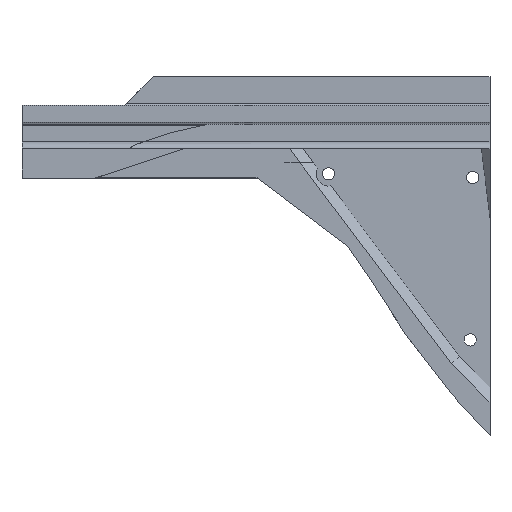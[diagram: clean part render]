
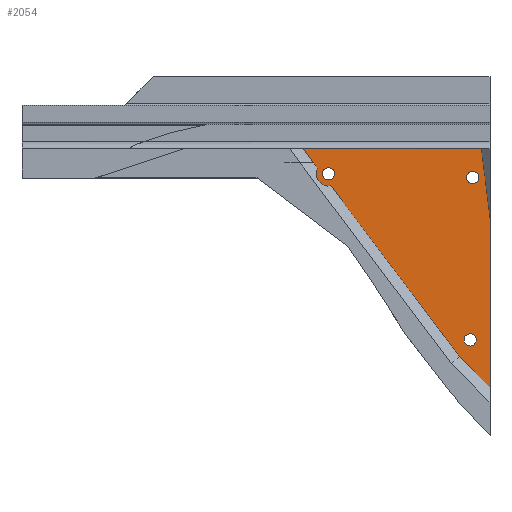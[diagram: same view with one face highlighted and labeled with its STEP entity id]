
A CAD part, front view. The second image highlights one B-rep face of the part: STEP entity #2054.
In plain terms, the highlighted planar face has unit normal (0, -1, 0).
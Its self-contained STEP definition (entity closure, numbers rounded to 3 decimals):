
#21=CIRCLE('',#2199,3.5);
#22=CIRCLE('',#2200,3.5);
#23=CIRCLE('',#2201,1.75);
#24=CIRCLE('',#2202,1.75);
#25=CIRCLE('',#2203,1.75);
#48=FACE_BOUND('',#252,.T.);
#49=FACE_BOUND('',#253,.T.);
#50=FACE_BOUND('',#254,.T.);
#133=FACE_OUTER_BOUND('',#251,.T.);
#251=EDGE_LOOP('',(#1576,#1577,#1578,#1579,#1580,#1581,#1582,#1583,#1584,
#1585));
#252=EDGE_LOOP('',(#1586));
#253=EDGE_LOOP('',(#1587));
#254=EDGE_LOOP('',(#1588));
#461=LINE('',#3167,#719);
#467=LINE('',#3179,#725);
#470=LINE('',#3187,#728);
#473=LINE('',#3193,#731);
#478=LINE('',#3203,#736);
#482=LINE('',#3210,#740);
#483=LINE('',#3212,#741);
#484=LINE('',#3214,#742);
#719=VECTOR('',#2562,10.);
#725=VECTOR('',#2570,10.);
#728=VECTOR('',#2575,10.);
#731=VECTOR('',#2580,10.);
#736=VECTOR('',#2587,10.);
#740=VECTOR('',#2593,10.);
#741=VECTOR('',#2596,10.);
#742=VECTOR('',#2599,10.);
#936=VERTEX_POINT('',#3163);
#938=VERTEX_POINT('',#3166);
#941=VERTEX_POINT('',#3173);
#943=VERTEX_POINT('',#3177);
#946=VERTEX_POINT('',#3184);
#947=VERTEX_POINT('',#3186);
#949=VERTEX_POINT('',#3191);
#950=VERTEX_POINT('',#3196);
#953=VERTEX_POINT('',#3201);
#955=VERTEX_POINT('',#3206);
#956=VERTEX_POINT('',#3216);
#957=VERTEX_POINT('',#3218);
#958=VERTEX_POINT('',#3220);
#1168=EDGE_CURVE('',#936,#938,#461,.T.);
#1174=EDGE_CURVE('',#943,#941,#467,.T.);
#1177=EDGE_CURVE('',#946,#947,#470,.T.);
#1180=EDGE_CURVE('',#949,#946,#473,.T.);
#1185=EDGE_CURVE('',#953,#950,#478,.T.);
#1189=EDGE_CURVE('',#941,#955,#482,.T.);
#1190=EDGE_CURVE('',#949,#950,#483,.T.);
#1191=EDGE_CURVE('',#938,#953,#21,.T.);
#1192=EDGE_CURVE('',#955,#936,#484,.T.);
#1193=EDGE_CURVE('',#947,#943,#22,.T.);
#1194=EDGE_CURVE('',#956,#956,#23,.T.);
#1195=EDGE_CURVE('',#957,#957,#24,.T.);
#1196=EDGE_CURVE('',#958,#958,#25,.T.);
#1576=ORIENTED_EDGE('',*,*,#1190,.T.);
#1577=ORIENTED_EDGE('',*,*,#1185,.F.);
#1578=ORIENTED_EDGE('',*,*,#1191,.F.);
#1579=ORIENTED_EDGE('',*,*,#1168,.F.);
#1580=ORIENTED_EDGE('',*,*,#1192,.F.);
#1581=ORIENTED_EDGE('',*,*,#1189,.F.);
#1582=ORIENTED_EDGE('',*,*,#1174,.F.);
#1583=ORIENTED_EDGE('',*,*,#1193,.F.);
#1584=ORIENTED_EDGE('',*,*,#1177,.F.);
#1585=ORIENTED_EDGE('',*,*,#1180,.F.);
#1586=ORIENTED_EDGE('',*,*,#1194,.F.);
#1587=ORIENTED_EDGE('',*,*,#1195,.F.);
#1588=ORIENTED_EDGE('',*,*,#1196,.F.);
#1946=PLANE('',#2198);
#2054=ADVANCED_FACE('',(#133,#48,#49,#50),#1946,.T.);
#2198=AXIS2_PLACEMENT_3D('',#3211,#2594,#2595);
#2199=AXIS2_PLACEMENT_3D('',#3213,#2597,#2598);
#2200=AXIS2_PLACEMENT_3D('',#3215,#2600,#2601);
#2201=AXIS2_PLACEMENT_3D('',#3217,#2602,#2603);
#2202=AXIS2_PLACEMENT_3D('',#3219,#2604,#2605);
#2203=AXIS2_PLACEMENT_3D('',#3221,#2606,#2607);
#2562=DIRECTION('',(0.122,0.,-0.993));
#2570=DIRECTION('',(-0.602,0.,0.799));
#2575=DIRECTION('',(-0.602,0.,0.799));
#2580=DIRECTION('',(-0.707,0.,0.707));
#2587=DIRECTION('',(0.122,0.,-0.993));
#2593=DIRECTION('',(-0.602,0.,0.799));
#2594=DIRECTION('center_axis',(0.,-1.,0.));
#2595=DIRECTION('ref_axis',(1.,0.,0.));
#2596=DIRECTION('',(0.,0.,1.));
#2597=DIRECTION('center_axis',(0.,1.,0.));
#2598=DIRECTION('ref_axis',(0.997,0.,-0.081));
#2599=DIRECTION('',(1.,0.,0.));
#2600=DIRECTION('center_axis',(0.,1.,0.));
#2601=DIRECTION('ref_axis',(-0.894,0.,0.448));
#2602=DIRECTION('center_axis',(0.,-1.,0.));
#2603=DIRECTION('ref_axis',(1.,0.,0.));
#2604=DIRECTION('center_axis',(0.,-1.,0.));
#2605=DIRECTION('ref_axis',(1.,0.,0.));
#2606=DIRECTION('center_axis',(0.,-1.,0.));
#2607=DIRECTION('ref_axis',(1.,0.,0.));
#3163=CARTESIAN_POINT('',(1283.356,6.25,570.));
#3166=CARTESIAN_POINT('',(1284.211,6.25,563.037));
#3167=CARTESIAN_POINT('',(1284.211,6.25,563.037));
#3173=CARTESIAN_POINT('',(1235.627,6.25,565.999));
#3177=CARTESIAN_POINT('',(1236.767,6.25,564.487));
#3179=CARTESIAN_POINT('',(1221.626,6.25,584.579));
#3184=CARTESIAN_POINT('',(1277.11,6.25,510.949));
#3186=CARTESIAN_POINT('',(1240.541,6.25,559.478));
#3187=CARTESIAN_POINT('',(1240.541,6.25,559.478));
#3191=CARTESIAN_POINT('',(1285.8,6.25,502.259));
#3193=CARTESIAN_POINT('',(1277.11,6.25,510.949));
#3196=CARTESIAN_POINT('',(1285.8,6.25,550.099));
#3201=CARTESIAN_POINT('',(1284.384,6.25,561.632));
#3203=CARTESIAN_POINT('',(1286.902,6.25,541.127));
#3206=CARTESIAN_POINT('',(1232.612,6.25,570.));
#3210=CARTESIAN_POINT('',(1221.626,6.25,584.579));
#3211=CARTESIAN_POINT('Origin',(1326.284,6.25,522.147));
#3212=CARTESIAN_POINT('',(1285.8,6.25,521.074));
#3213=CARTESIAN_POINT('Origin',(1280.896,6.25,561.917));
#3214=CARTESIAN_POINT('',(1681.742,6.25,570.));
#3215=CARTESIAN_POINT('Origin',(1239.896,6.25,562.919));
#3216=CARTESIAN_POINT('',(1238.146,6.25,562.919));
#3217=CARTESIAN_POINT('Origin',(1239.896,6.25,562.919));
#3218=CARTESIAN_POINT('',(1279.146,6.25,561.917));
#3219=CARTESIAN_POINT('Origin',(1280.896,6.25,561.917));
#3220=CARTESIAN_POINT('',(1278.425,6.25,515.724));
#3221=CARTESIAN_POINT('Origin',(1280.175,6.25,515.724));
